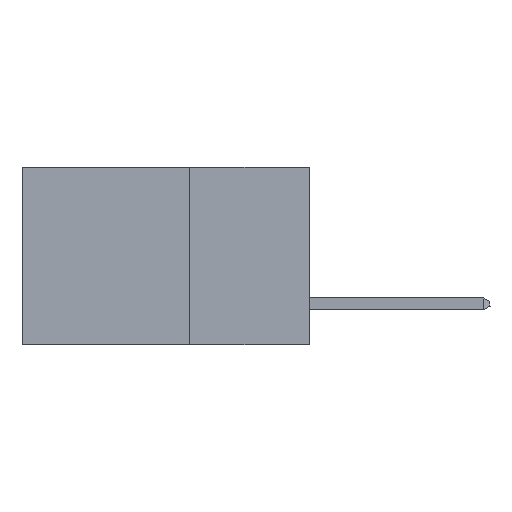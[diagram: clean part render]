
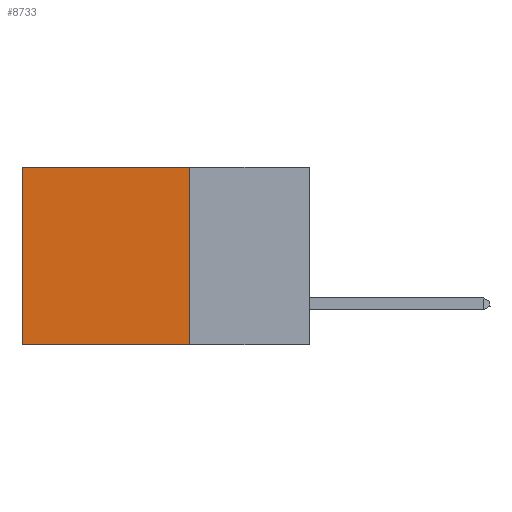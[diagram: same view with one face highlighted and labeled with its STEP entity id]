
A CAD part, left-side view. The second image highlights one B-rep face of the part: STEP entity #8733.
In plain terms, the highlighted planar face has unit normal (-1, 0, 0).
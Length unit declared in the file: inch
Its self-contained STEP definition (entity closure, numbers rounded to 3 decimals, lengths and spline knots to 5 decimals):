
#2293 = LINE ( 'NONE', #28129, #29878 ) ;
#3538 = VERTEX_POINT ( 'NONE', #18900 ) ;
#5198 = VERTEX_POINT ( 'NONE', #27662 ) ;
#5351 = DIRECTION ( 'NONE',  ( 0., 0., -1. ) ) ;
#5406 = EDGE_CURVE ( 'NONE', #21210, #6133, #7162, .T. ) ;
#6133 = VERTEX_POINT ( 'NONE', #16452 ) ;
#6212 = EDGE_CURVE ( 'NONE', #21210, #5198, #19269, .T. ) ;
#6664 = ORIENTED_EDGE ( 'NONE', *, *, #6212, .T. ) ;
#7162 = LINE ( 'NONE', #21844, #18489 ) ;
#7607 = DIRECTION ( 'NONE',  ( 0., 0., -1. ) ) ;
#8733 = ADVANCED_FACE ( 'NONE', ( #11581 ), #30995, .F. ) ;
#11581 = FACE_OUTER_BOUND ( 'NONE', #24373, .T. ) ;
#12324 = CARTESIAN_POINT ( 'NONE',  ( 0.2875, 0.6, 0. ) ) ;
#14808 = ORIENTED_EDGE ( 'NONE', *, *, #5406, .F. ) ;
#16329 = VECTOR ( 'NONE', #22499, 39.37008 ) ;
#16452 = CARTESIAN_POINT ( 'NONE',  ( 0.2875, 0.25, -0.37 ) ) ;
#18489 = VECTOR ( 'NONE', #5351, 39.37008 ) ;
#18900 = CARTESIAN_POINT ( 'NONE',  ( 0.2875, 0.6, -0.37 ) ) ;
#19269 = LINE ( 'NONE', #29952, #16329 ) ;
#19614 = ORIENTED_EDGE ( 'NONE', *, *, #26783, .F. ) ;
#20921 = DIRECTION ( 'NONE',  ( 0., 1., 0. ) ) ;
#20957 = AXIS2_PLACEMENT_3D ( 'NONE', #23631, #24073, #7607 ) ;
#21210 = VERTEX_POINT ( 'NONE', #25983 ) ;
#21844 = CARTESIAN_POINT ( 'NONE',  ( 0.2875, 0.25, 0. ) ) ;
#21863 = LINE ( 'NONE', #12324, #28519 ) ;
#22499 = DIRECTION ( 'NONE',  ( 0., 1., 0. ) ) ;
#23631 = CARTESIAN_POINT ( 'NONE',  ( 0.2875, 0.25, 0. ) ) ;
#24073 = DIRECTION ( 'NONE',  ( 1., 0., 0. ) ) ;
#24373 = EDGE_LOOP ( 'NONE', ( #25754, #19614, #14808, #6664 ) ) ;
#25754 = ORIENTED_EDGE ( 'NONE', *, *, #27996, .T. ) ;
#25983 = CARTESIAN_POINT ( 'NONE',  ( 0.2875, 0.25, 0. ) ) ;
#26783 = EDGE_CURVE ( 'NONE', #6133, #3538, #2293, .T. ) ;
#27662 = CARTESIAN_POINT ( 'NONE',  ( 0.2875, 0.6, 0. ) ) ;
#27996 = EDGE_CURVE ( 'NONE', #5198, #3538, #21863, .T. ) ;
#28129 = CARTESIAN_POINT ( 'NONE',  ( 0.2875, 0.25, -0.37 ) ) ;
#28519 = VECTOR ( 'NONE', #30988, 39.37008 ) ;
#29878 = VECTOR ( 'NONE', #20921, 39.37008 ) ;
#29952 = CARTESIAN_POINT ( 'NONE',  ( 0.2875, 0.25, 0. ) ) ;
#30988 = DIRECTION ( 'NONE',  ( 0., 0., -1. ) ) ;
#30995 = PLANE ( 'NONE',  #20957 ) ;
